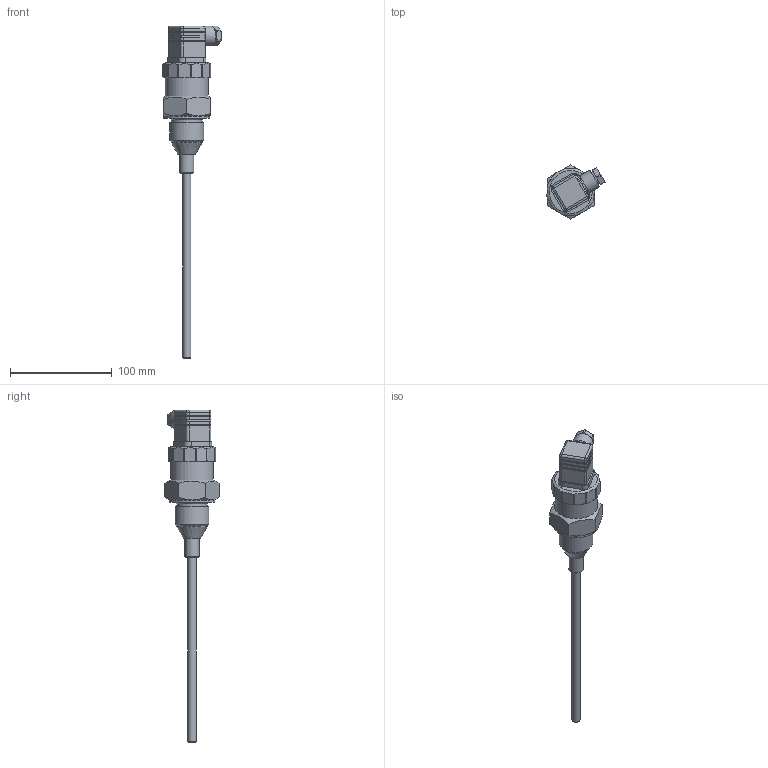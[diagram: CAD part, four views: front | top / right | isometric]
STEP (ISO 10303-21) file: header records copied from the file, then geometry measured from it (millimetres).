
FILE_DESCRIPTION(/* description */ ('Unknown'),/* implementation_level */ '2;1');
FILE_NAME(/* name */ 'CLM-36N-10-G-_-E200',/* time_stamp */ '2019-07-09T10:00:25+02:00',/* author */ ('Unknown'),/* organization */ ('Unknown'),/* preprocessor_version */ 'ST-DEVELOPER v16.7',/* originating_system */ 'DEX',/* authorisation */ $);
FILE_SCHEMA (('AUTOMOTIVE_DESIGN {1 0 10303 214 3 1 1}'));
Length unit declared in the file: millimetre
Products named in the file (1): CLM-36N-10-G-_-E200
Bounding box: 57.21 x 53.12 x 325.7 mm (x, y, z)
Volume: 100729.8 mm3; surface area: 37819.8 mm2
Topology: 1 solids, 2 shells, 177 faces, 431 edges, 275 vertices
Faces by surface type: plane 94, cylinder 57, cone 15, bspline 6, sphere 4, torus 1
Full cylindrical faces by diameter (mm): 8 x2, 13.8 x1, 14 x1, 19 x1, 22.6 x1, 22.7 x2, 24.1 x1, 24.2 x1, 28 x1, 30.2 x2, 33.249 x1, 36.2 x1, 37 x1, 39.8 x1, 40.4 x2, 40.7 x1, 40.917 x1, 42 x2, 42.2 x1, 42.3 x1, 45 x1
Entity records: 6856 total; most frequent: CARTESIAN_POINT 1669, DIRECTION 824, ORIENTED_EDGE 750, EDGE_CURVE 375, AXIS2_PLACEMENT_3D 329, VERTEX_POINT 264, EDGE_LOOP 239, FACE_BOUND 239
